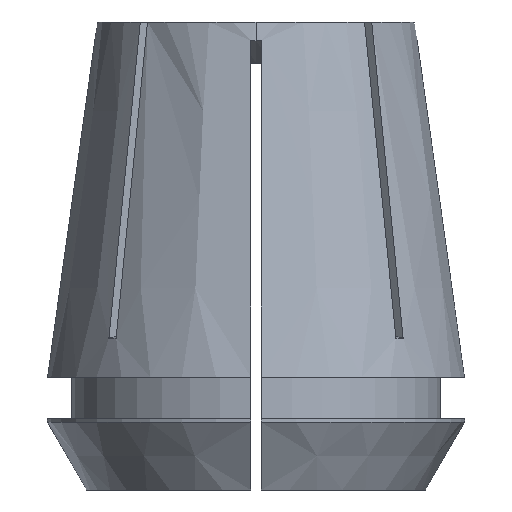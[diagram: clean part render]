
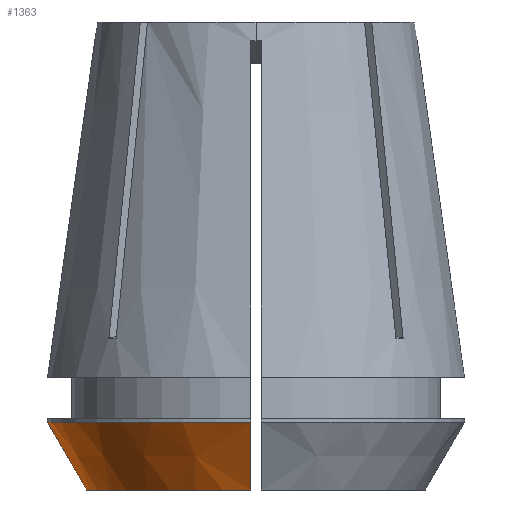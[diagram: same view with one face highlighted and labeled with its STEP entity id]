
A CAD part, left-side view. The second image highlights one B-rep face of the part: STEP entity #1363.
In plain terms, the highlighted conical face has half-angle 30 degrees and reference radius 16.659 mm.
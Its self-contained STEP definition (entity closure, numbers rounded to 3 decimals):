
#20 = CARTESIAN_POINT ( 'NONE',  ( -19.213, 0.5, -41.564 ) ) ;
#161 = DIRECTION ( 'NONE',  ( 1., 0., 0. ) ) ;
#173 = ORIENTED_EDGE ( 'NONE', *, *, #535, .T. ) ;
#183 = CARTESIAN_POINT ( 'NONE',  ( -20.494, 0.5, -39.346 ) ) ;
#243 = AXIS2_PLACEMENT_3D ( 'NONE', #832, #846, #161 ) ;
#260 = CIRCLE ( 'NONE', #1302, 20.5 ) ;
#279 = CARTESIAN_POINT ( 'NONE',  ( 0., 0., -39.346 ) ) ;
#286 = CARTESIAN_POINT ( 'NONE',  ( -16.651, 0.5, -46. ) ) ;
#311 = CARTESIAN_POINT ( 'NONE',  ( -16.651, 0.5, -46. ) ) ;
#339 = CARTESIAN_POINT ( 'NONE',  ( -0.5, 17.723, -44.144 ) ) ;
#407 = DIRECTION ( 'NONE',  ( 0., 0., 1. ) ) ;
#535 = EDGE_CURVE ( 'NONE', #1974, #758, #1666, .T. ) ;
#669 = B_SPLINE_CURVE_WITH_KNOTS ( 'NONE', 3,
 ( #848, #930, #339, #833, #1001, #861, #891 ),
 .UNSPECIFIED., .F., .F.,
 ( 4, 3, 4 ),
 ( 0.021, 0.024, 0.029 ),
 .UNSPECIFIED. ) ;
#758 = VERTEX_POINT ( 'NONE', #311 ) ;
#774 = B_SPLINE_CURVE_WITH_KNOTS ( 'NONE', 3,
 ( #1252, #20, #950, #286 ),
 .UNSPECIFIED., .F., .F.,
 ( 4, 4 ),
 ( 0.02, 0.028 ),
 .UNSPECIFIED. ) ;
#789 = EDGE_CURVE ( 'NONE', #1974, #2043, #669, .T. ) ;
#804 = EDGE_LOOP ( 'NONE', ( #1291, #1963, #903, #173 ) ) ;
#806 = CARTESIAN_POINT ( 'NONE',  ( -0.5, 20.494, -39.346 ) ) ;
#832 = CARTESIAN_POINT ( 'NONE',  ( 0., 0., -46. ) ) ;
#833 = CARTESIAN_POINT ( 'NONE',  ( -0.5, 18.259, -43.217 ) ) ;
#846 = DIRECTION ( 'NONE',  ( 0., 0., 1. ) ) ;
#848 = CARTESIAN_POINT ( 'NONE',  ( -0.5, 16.651, -46. ) ) ;
#861 = CARTESIAN_POINT ( 'NONE',  ( -0.5, 19.749, -40.636 ) ) ;
#891 = CARTESIAN_POINT ( 'NONE',  ( -0.5, 20.494, -39.346 ) ) ;
#903 = ORIENTED_EDGE ( 'NONE', *, *, #789, .F. ) ;
#930 = CARTESIAN_POINT ( 'NONE',  ( -0.5, 17.187, -45.072 ) ) ;
#950 = CARTESIAN_POINT ( 'NONE',  ( -17.932, 0.5, -43.782 ) ) ;
#968 = DIRECTION ( 'NONE',  ( 1., 0., 0. ) ) ;
#1001 = CARTESIAN_POINT ( 'NONE',  ( -0.5, 19.004, -41.926 ) ) ;
#1172 = EDGE_CURVE ( 'NONE', #1769, #758, #774, .T. ) ;
#1252 = CARTESIAN_POINT ( 'NONE',  ( -20.494, 0.5, -39.346 ) ) ;
#1291 = ORIENTED_EDGE ( 'NONE', *, *, #1172, .F. ) ;
#1302 = AXIS2_PLACEMENT_3D ( 'NONE', #279, #1720, #968 ) ;
#1363 = ADVANCED_FACE ( 'NONE', ( #1446 ), #1827, .T. ) ;
#1423 = AXIS2_PLACEMENT_3D ( 'NONE', #1565, #407, #1998 ) ;
#1446 = FACE_OUTER_BOUND ( 'NONE', #804, .T. ) ;
#1565 = CARTESIAN_POINT ( 'NONE',  ( 0., 0., -46. ) ) ;
#1666 = CIRCLE ( 'NONE', #243, 16.659 ) ;
#1683 = EDGE_CURVE ( 'NONE', #2043, #1769, #260, .T. ) ;
#1720 = DIRECTION ( 'NONE',  ( 0., 0., 1. ) ) ;
#1769 = VERTEX_POINT ( 'NONE', #183 ) ;
#1827 = CONICAL_SURFACE ( 'NONE', #1423, 16.659, 0.524 ) ;
#1929 = CARTESIAN_POINT ( 'NONE',  ( -0.5, 16.651, -46. ) ) ;
#1963 = ORIENTED_EDGE ( 'NONE', *, *, #1683, .F. ) ;
#1974 = VERTEX_POINT ( 'NONE', #1929 ) ;
#1998 = DIRECTION ( 'NONE',  ( 1., 0., 0. ) ) ;
#2043 = VERTEX_POINT ( 'NONE', #806 ) ;
